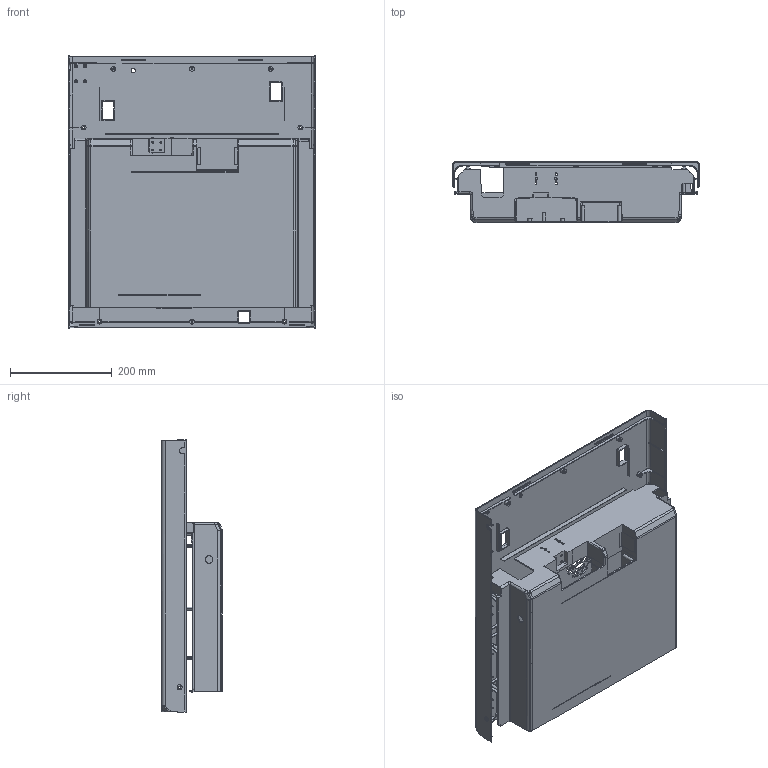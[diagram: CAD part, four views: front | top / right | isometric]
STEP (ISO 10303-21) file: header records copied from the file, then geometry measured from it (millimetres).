
FILE_DESCRIPTION(/* description */ (''),/* implementation_level */ '2;1');
FILE_NAME(/* name */ '1-1整机装配2024-6-11.stp',/* time_stamp */ '2025-02-11T10:06:27+08:00',/* author */ (''),/* organization */ (''),/* preprocessor_version */ 'ST-DEVELOPER v16.7',/* originating_system */ 'SIEMENS PLM Software NX 12.0',/* authorisation */ '');
FILE_SCHEMA (('AUTOMOTIVE_DESIGN { 1 0 10303 214 3 1 1 1 }'));
Length unit declared in the file: millimetre
Products named in the file (1): Admi3F883192hucp
Bounding box: 487 x 120.4 x 535.5 mm (x, y, z)
Volume: 1400074.6 mm3; surface area: 1183123.4 mm2
Topology: 2 solids, 2 shells, 1264 faces, 3499 edges, 2316 vertices
Faces by surface type: plane 752, cylinder 318, cone 126, bspline 66, sphere 2
Full cylindrical faces by diameter (mm): 2.5 x34, 3.5 x20, 4.5 x2, 5.1 x2, 6.5 x42, 8.5 x1, 10 x2, 13 x2, 15 x1
Entity records: 41669 total; most frequent: CARTESIAN_POINT 9073, ORIENTED_EDGE 6598, DIRECTION 6469, EDGE_CURVE 3299, VERTEX_POINT 2246, LINE 2191, VECTOR 2191, AXIS2_PLACEMENT_3D 2139
